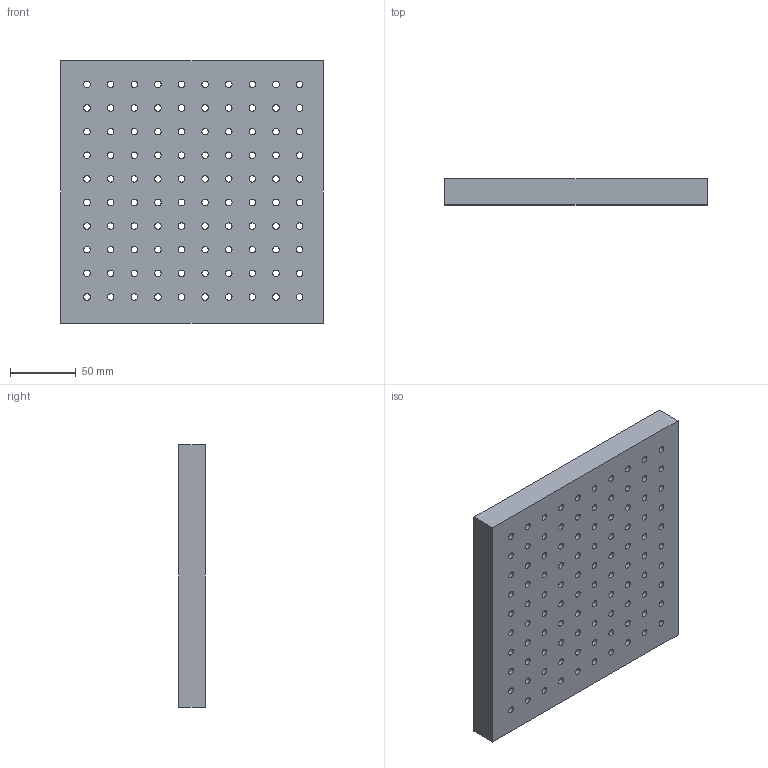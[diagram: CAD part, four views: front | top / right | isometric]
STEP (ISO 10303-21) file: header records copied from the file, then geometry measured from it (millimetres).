
FILE_DESCRIPTION((''),'2;1');
FILE_NAME('PRT0001','2021-09-22T01:47:39',('Mudit'),(''),'CREO PARAMETRIC BY PTC INC, 2021063','CREO PARAMETRIC BY PTC INC, 2021063','');
FILE_SCHEMA(('CONFIG_CONTROL_DESIGN'));
Length unit declared in the file: millimetre
Products named in the file (1): PRT0001
Bounding box: 200 x 20 x 200 mm (x, y, z)
Volume: 760730.1 mm3; surface area: 123488.9 mm2
Topology: 1 solids, 1 shells, 206 faces, 612 edges, 408 vertices
Faces by surface type: cylinder 200, plane 6
Entity records: 7594 total; most frequent: DIRECTION 1424, CARTESIAN_POINT 1226, ORIENTED_EDGE 1224, EDGE_CURVE 612, AXIS2_PLACEMENT_3D 606, VERTEX_POINT 408, EDGE_LOOP 406, CIRCLE 400
